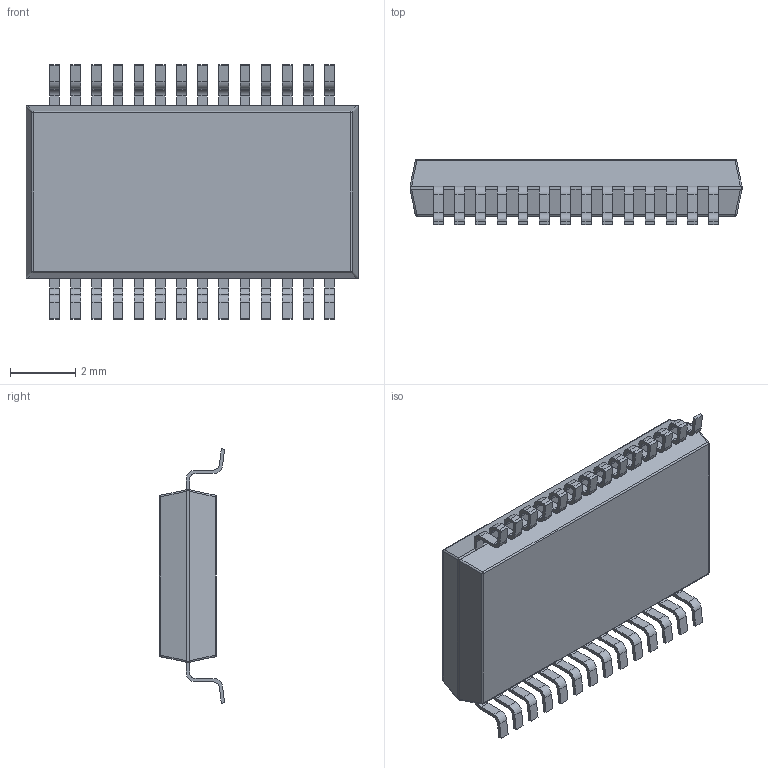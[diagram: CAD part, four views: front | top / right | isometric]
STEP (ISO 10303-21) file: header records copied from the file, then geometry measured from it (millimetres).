
FILE_DESCRIPTION (( 'STEP AP214' ), '1' );
FILE_NAME ('User Library-SSOP-28-2.STEP', '2012-09-19T04:54:43', ( 'sysAdmin' ), ( 'SolidWorks' ), 'SwSTEP 2.0', 'SolidWorks 2012', '' );
FILE_SCHEMA (( 'AUTOMOTIVE_DESIGN' ));
Length unit declared in the file: millimetre
Products named in the file (1): User Library-SSOP-28-2
Bounding box: 10.2 x 2 x 7.81 mm (x, y, z)
Volume: 91.8 mm3; surface area: 200.7 mm2
Topology: 29 solids, 29 shells, 762 faces, 1968 edges, 1298 vertices
Faces by surface type: plane 496, cylinder 140, bspline 114, sphere 8, torus 2, cone 2
Entity records: 38320 total; most frequent: CARTESIAN_POINT 11635, ORIENTED_EDGE 3920, DIRECTION 3290, EDGE_CURVE 1960, VECTOR 1432, LINE 1432, VERTEX_POINT 1298, AXIS2_PLACEMENT_3D 929
